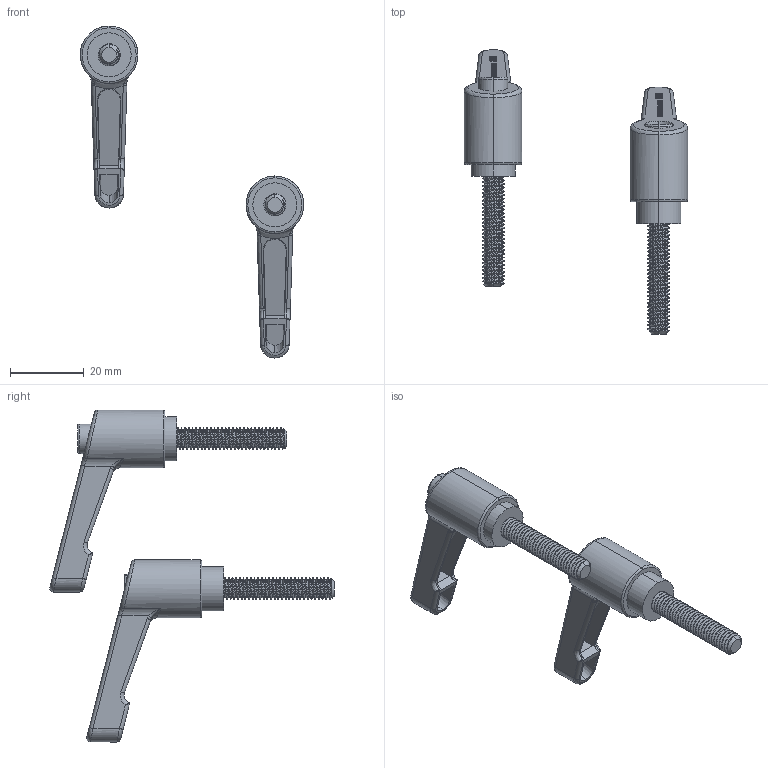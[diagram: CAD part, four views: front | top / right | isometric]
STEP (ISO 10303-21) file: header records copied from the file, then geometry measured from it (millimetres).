
FILE_DESCRIPTION (( 'STEP AP214' ), '1' );
FILE_NAME ('02561-Clamp Lever Steel Coated Ext Thread Nylon Black Handle M6.STEP', '2018-08-05T21:33:28', ( '' ), ( '' ), 'SwSTEP 2.0', 'SolidWorks 2018', '' );
FILE_SCHEMA (( 'AUTOMOTIVE_DESIGN' ));
Length unit declared in the file: millimetre
Products named in the file (3): 02561 Clamp Lever Steel Coated Ext Thread Nylon Black Handle M6_up; 02561-Clamp Lever Steel Coated Ext Thread Nylon Black Handle M6; 02561 Clamp Lever Steel Coated Ext Thread Nylon Black Handle M6_down
Assembly tree (2 placements, depth 2):
  02561-Clamp Lever Steel Coated Ext Thread Nylon Black Handle M6
    02561 Clamp Lever Steel Coated Ext Thread Nylon Black Handle M6_down
    02561 Clamp Lever Steel Coated Ext Thread Nylon Black Handle M6_up
Bounding box: 60.8 x 77.36 x 90.32 mm (x, y, z)
Volume: 13527.4 mm3; surface area: 8102.9 mm2
Topology: 2 solids, 2 shells, 764 faces, 2064 edges, 1358 vertices
Faces by surface type: plane 334, bspline 258, cylinder 156, torus 8, cone 8
Entity records: 48110 total; most frequent: CARTESIAN_POINT 29979, ORIENTED_EDGE 4120, DIRECTION 2376, EDGE_CURVE 2060, VERTEX_POINT 1358, VECTOR 1186, LINE 1186, EDGE_LOOP 822
